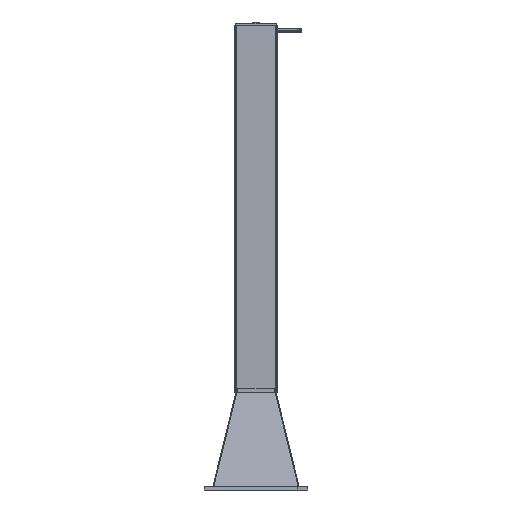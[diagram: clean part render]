
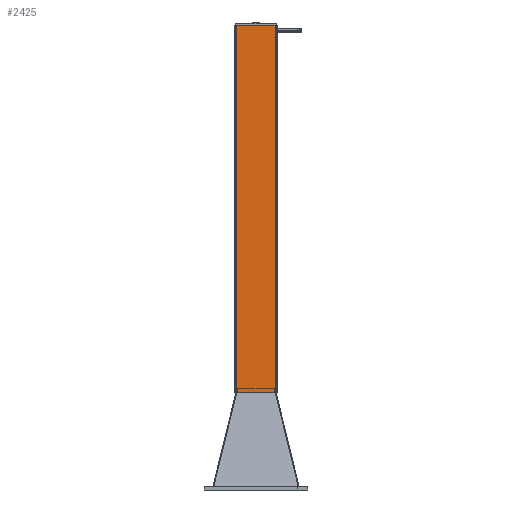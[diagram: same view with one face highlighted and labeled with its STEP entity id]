
A CAD part, left-side view. The second image highlights one B-rep face of the part: STEP entity #2425.
In plain terms, the highlighted face is planar.
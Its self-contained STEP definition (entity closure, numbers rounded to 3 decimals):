
#2425=ADVANCED_FACE('',(#4415),#4416,.T.);
#4415=FACE_OUTER_BOUND('',#6744,.T.);
#4416=PLANE('',#6745);
#6744=EDGE_LOOP('',(#14123,#14124,#14125,#14126));
#6745=AXIS2_PLACEMENT_3D('',#14127,#14128,#14129);
#14123=ORIENTED_EDGE('',*,*,#19023,.T.);
#14124=ORIENTED_EDGE('',*,*,#19017,.F.);
#14125=ORIENTED_EDGE('',*,*,#19024,.T.);
#14126=ORIENTED_EDGE('',*,*,#19025,.T.);
#14127=CARTESIAN_POINT('',(0.,175.0,0.0));
#14128=DIRECTION('',(0.0,1.0,0.0));
#14129=DIRECTION('',(-1.0,0.0,0.0));
#19017=EDGE_CURVE('',#21043,#21038,#21045,.T.);
#19023=EDGE_CURVE('',#21053,#21038,#21054,.T.);
#19024=EDGE_CURVE('',#21043,#21055,#21056,.T.);
#19025=EDGE_CURVE('',#21055,#21053,#21057,.T.);
#21038=VERTEX_POINT('',#23933);
#21043=VERTEX_POINT('',#23939);
#21045=LINE('',#23941,#23942);
#21053=VERTEX_POINT('',#23953);
#21054=LINE('',#23954,#23955);
#21055=VERTEX_POINT('',#23956);
#21056=LINE('',#23957,#23958);
#21057=LINE('',#23959,#23960);
#23933=CARTESIAN_POINT('',(160.0,175.0,3000.0));
#23939=CARTESIAN_POINT('',(160.0,175.0,0.0));
#23941=CARTESIAN_POINT('',(160.0,175.0,0.0));
#23942=VECTOR('',#30683,1.0);
#23953=CARTESIAN_POINT('',(-160.0,175.0,3000.0));
#23954=CARTESIAN_POINT('',(160.0,175.0,3000.0));
#23955=VECTOR('',#30687,1.0);
#23956=CARTESIAN_POINT('',(-160.0,175.0,0.0));
#23957=CARTESIAN_POINT('',(160.0,175.0,0.0));
#23958=VECTOR('',#30688,1.0);
#23959=CARTESIAN_POINT('',(-160.0,175.0,0.0));
#23960=VECTOR('',#30689,1.0);
#30683=DIRECTION('',(0.0,0.0,1.0));
#30687=DIRECTION('',(1.0,0.0,0.0));
#30688=DIRECTION('',(-1.0,0.0,0.0));
#30689=DIRECTION('',(0.0,0.0,1.0));
